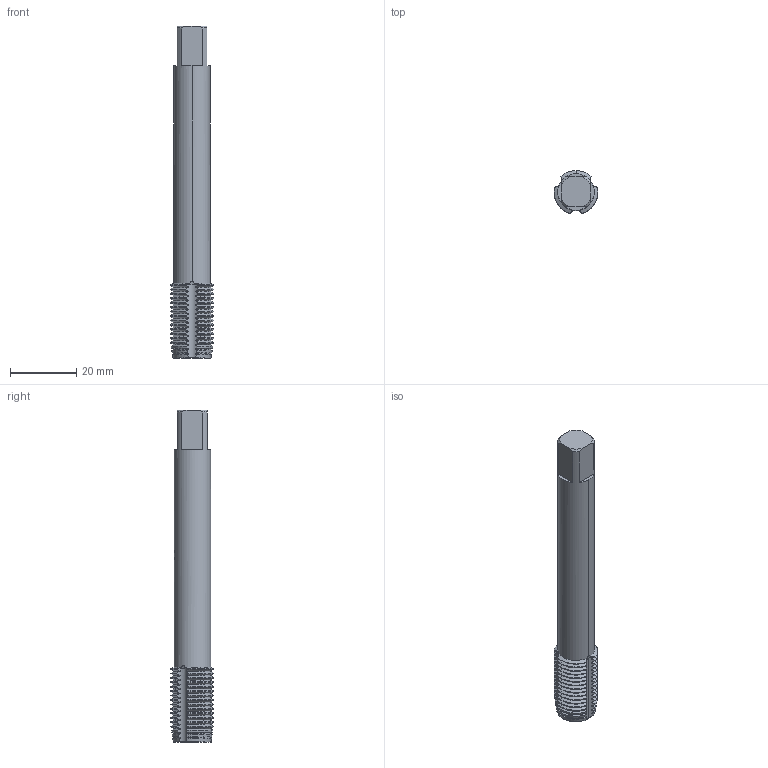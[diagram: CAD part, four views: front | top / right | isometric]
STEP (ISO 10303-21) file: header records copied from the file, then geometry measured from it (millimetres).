
FILE_DESCRIPTION(('no description'),'unknown implementation level');
FILE_NAME('solidPtegUur3YBhC2gQobxaISq2YnEM_1.STP',' ',('CIM GmbH Aachen'),('CADClick - KiM GmbH - www.kimweb.de'),'unknown preprocess','ACIS','unknown authorization');
FILE_SCHEMA(('automotive_design'));
Length unit declared in the file: millimetre
Products named in the file (2): 1; 2
Bounding box: 13.16 x 12.89 x 100 mm (x, y, z)
Volume: 9691.9 mm3; surface area: 5740.6 mm2
Topology: 2 solids, 2 shells, 375 faces, 1042 edges, 671 vertices
Faces by surface type: cone 193, cylinder 162, plane 17, torus 3
Entity records: 25240 total; most frequent: CARTESIAN_POINT 4159, STYLED_ITEM 2090, PRESENTATION_STYLE_ASSIGNMENT 2090, COLOUR_RGB 2090, ORIENTED_EDGE 2084, DIRECTION 1969, EDGE_CURVE 1042, CURVE_STYLE 1042
